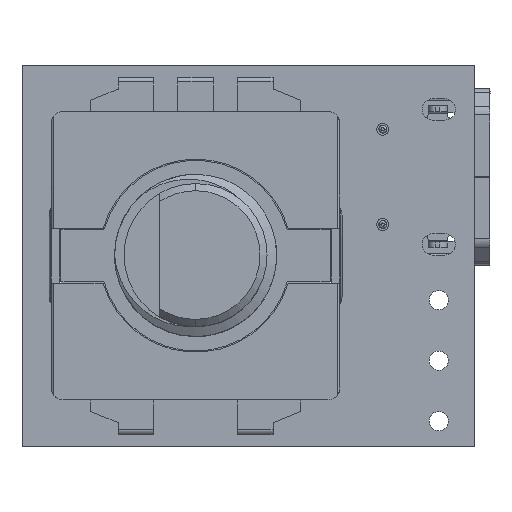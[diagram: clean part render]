
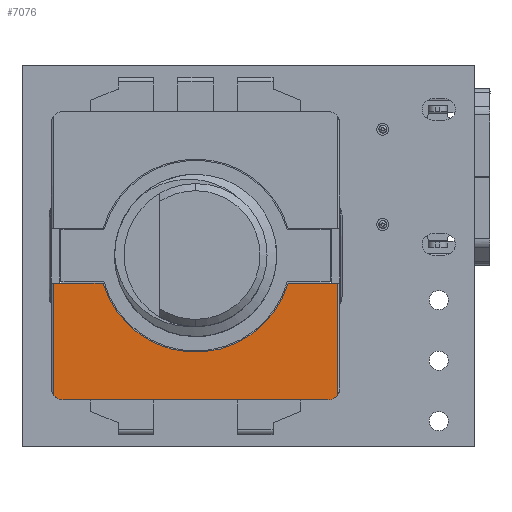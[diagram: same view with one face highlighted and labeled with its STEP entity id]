
A CAD part, top view. The second image highlights one B-rep face of the part: STEP entity #7076.
In plain terms, the highlighted face is planar.
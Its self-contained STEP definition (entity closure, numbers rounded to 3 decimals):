
#7076 = ADVANCED_FACE('',(#7077),#7146,.F.);
#7077 = FACE_BOUND('',#7078,.T.);
#7078 = EDGE_LOOP('',(#7079,#7089,#7097,#7106,#7114,#7123,#7131,#7139));
#7079 = ORIENTED_EDGE('',*,*,#7080,.F.);
#7080 = EDGE_CURVE('',#7081,#7083,#7085,.T.);
#7081 = VERTEX_POINT('',#7082);
#7082 = CARTESIAN_POINT('',(-5.95,6.5,1.15));
#7083 = VERTEX_POINT('',#7084);
#7084 = CARTESIAN_POINT('',(-3.883,6.5,1.15));
#7085 = LINE('',#7086,#7087);
#7086 = CARTESIAN_POINT('',(-5.7,6.5,1.15));
#7087 = VECTOR('',#7088,1.);
#7088 = DIRECTION('',(1.,0.,0.));
#7089 = ORIENTED_EDGE('',*,*,#7090,.T.);
#7090 = EDGE_CURVE('',#7081,#7091,#7093,.T.);
#7091 = VERTEX_POINT('',#7092);
#7092 = CARTESIAN_POINT('',(-5.95,6.5,5.85));
#7093 = LINE('',#7094,#7095);
#7094 = CARTESIAN_POINT('',(-5.95,6.5,0.));
#7095 = VECTOR('',#7096,1.);
#7096 = DIRECTION('',(0.,0.,1.));
#7097 = ORIENTED_EDGE('',*,*,#7098,.T.);
#7098 = EDGE_CURVE('',#7091,#7099,#7101,.T.);
#7099 = VERTEX_POINT('',#7100);
#7100 = CARTESIAN_POINT('',(-5.55,6.5,6.05));
#7101 = CIRCLE('',#7102,0.5);
#7102 = AXIS2_PLACEMENT_3D('',#7103,#7104,#7105);
#7103 = CARTESIAN_POINT('',(-5.55,6.5,5.55));
#7104 = DIRECTION('',(0.,1.,0.));
#7105 = DIRECTION('',(0.,0.,-1.));
#7106 = ORIENTED_EDGE('',*,*,#7107,.T.);
#7107 = EDGE_CURVE('',#7099,#7108,#7110,.T.);
#7108 = VERTEX_POINT('',#7109);
#7109 = CARTESIAN_POINT('',(5.55,6.5,6.05));
#7110 = LINE('',#7111,#7112);
#7111 = CARTESIAN_POINT('',(-6.05,6.5,6.05));
#7112 = VECTOR('',#7113,1.);
#7113 = DIRECTION('',(1.,0.,0.));
#7114 = ORIENTED_EDGE('',*,*,#7115,.T.);
#7115 = EDGE_CURVE('',#7108,#7116,#7118,.T.);
#7116 = VERTEX_POINT('',#7117);
#7117 = CARTESIAN_POINT('',(5.95,6.5,5.85));
#7118 = CIRCLE('',#7119,0.5);
#7119 = AXIS2_PLACEMENT_3D('',#7120,#7121,#7122);
#7120 = CARTESIAN_POINT('',(5.55,6.5,5.55));
#7121 = DIRECTION('',(0.,1.,0.));
#7122 = DIRECTION('',(0.,0.,-1.));
#7123 = ORIENTED_EDGE('',*,*,#7124,.T.);
#7124 = EDGE_CURVE('',#7116,#7125,#7127,.T.);
#7125 = VERTEX_POINT('',#7126);
#7126 = CARTESIAN_POINT('',(5.95,6.5,1.15));
#7127 = LINE('',#7128,#7129);
#7128 = CARTESIAN_POINT('',(5.95,6.5,0.));
#7129 = VECTOR('',#7130,1.);
#7130 = DIRECTION('',(0.,0.,-1.));
#7131 = ORIENTED_EDGE('',*,*,#7132,.F.);
#7132 = EDGE_CURVE('',#7133,#7125,#7135,.T.);
#7133 = VERTEX_POINT('',#7134);
#7134 = CARTESIAN_POINT('',(3.883,6.5,1.15));
#7135 = LINE('',#7136,#7137);
#7136 = CARTESIAN_POINT('',(3.883,6.5,1.15));
#7137 = VECTOR('',#7138,1.);
#7138 = DIRECTION('',(1.,0.,0.));
#7139 = ORIENTED_EDGE('',*,*,#7140,.F.);
#7140 = EDGE_CURVE('',#7083,#7133,#7141,.T.);
#7141 = CIRCLE('',#7142,4.05);
#7142 = AXIS2_PLACEMENT_3D('',#7143,#7144,#7145);
#7143 = CARTESIAN_POINT('',(0.,6.5,0.));
#7144 = DIRECTION('',(0.,1.,0.));
#7145 = DIRECTION('',(0.,0.,1.));
#7146 = PLANE('',#7147);
#7147 = AXIS2_PLACEMENT_3D('',#7148,#7149,#7150);
#7148 = CARTESIAN_POINT('',(0.,6.5,0.));
#7149 = DIRECTION('',(0.,-1.,0.));
#7150 = DIRECTION('',(0.,0.,-1.));
